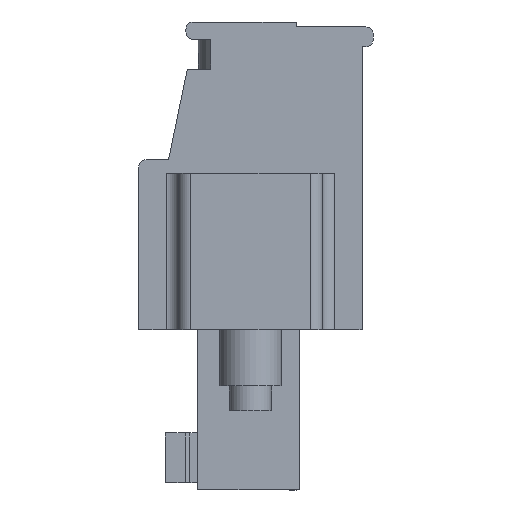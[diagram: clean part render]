
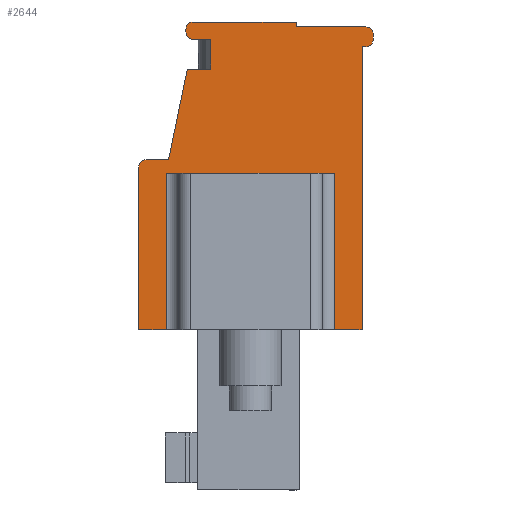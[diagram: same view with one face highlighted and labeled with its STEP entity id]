
A CAD part, front view. The second image highlights one B-rep face of the part: STEP entity #2644.
In plain terms, the highlighted planar face has unit normal (0, -1, 0).
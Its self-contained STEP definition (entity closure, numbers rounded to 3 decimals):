
#2440=CARTESIAN_POINT('',(0.281,-21.574,4.905));
#2441=DIRECTION('',(1.,0.,0.));
#2442=DIRECTION('',(0.,-1.,0.));
#2443=AXIS2_PLACEMENT_3D('',#2440,#2442,#2441);
#2444=PLANE('',#2443);
#2445=CARTESIAN_POINT('',(-4.202,-21.574,-0.977));
#2446=VERTEX_POINT('',#2445);
#2447=CARTESIAN_POINT('',(-3.155,-21.574,-0.977));
#2448=VERTEX_POINT('',#2447);
#2449=CARTESIAN_POINT('',(-4.202,-21.574,-0.977));
#2450=DIRECTION('',(1.,0.,0.));
#2451=VECTOR('',#2450,1.046);
#2452=LINE('',#2449,#2451);
#2453=EDGE_CURVE('',#2446,#2448,#2452,.T.);
#2454=ORIENTED_EDGE('',*,*,#2453,.T.);
#2455=CARTESIAN_POINT('',(-3.155,-21.574,5.));
#2456=VERTEX_POINT('',#2455);
#2457=CARTESIAN_POINT('',(-3.155,-21.574,-0.977));
#2458=DIRECTION('',(0.,0.,1.));
#2459=VECTOR('',#2458,5.976);
#2460=LINE('',#2457,#2459);
#2461=EDGE_CURVE('',#2448,#2456,#2460,.T.);
#2462=ORIENTED_EDGE('',*,*,#2461,.T.);
#2463=CARTESIAN_POINT('',(3.296,-21.574,5.));
#2464=VERTEX_POINT('',#2463);
#2465=CARTESIAN_POINT('',(-3.155,-21.574,5.));
#2466=DIRECTION('',(1.,0.,0.));
#2467=VECTOR('',#2466,6.451);
#2468=LINE('',#2465,#2467);
#2469=EDGE_CURVE('',#2456,#2464,#2468,.T.);
#2470=ORIENTED_EDGE('',*,*,#2469,.T.);
#2471=CARTESIAN_POINT('',(3.296,-21.574,-0.977));
#2472=VERTEX_POINT('',#2471);
#2473=CARTESIAN_POINT('',(3.296,-21.574,5.));
#2474=DIRECTION('',(0.,0.,-1.));
#2475=VECTOR('',#2474,5.976);
#2476=LINE('',#2473,#2475);
#2477=EDGE_CURVE('',#2464,#2472,#2476,.T.);
#2478=ORIENTED_EDGE('',*,*,#2477,.T.);
#2479=CARTESIAN_POINT('',(4.336,-21.574,-0.977));
#2480=VERTEX_POINT('',#2479);
#2481=CARTESIAN_POINT('',(3.296,-21.574,-0.977));
#2482=DIRECTION('',(1.,0.,0.));
#2483=VECTOR('',#2482,1.041);
#2484=LINE('',#2481,#2483);
#2485=EDGE_CURVE('',#2472,#2480,#2484,.T.);
#2486=ORIENTED_EDGE('',*,*,#2485,.T.);
#2487=CARTESIAN_POINT('',(4.336,-21.574,9.838));
#2488=VERTEX_POINT('',#2487);
#2489=CARTESIAN_POINT('',(4.336,-21.574,-0.977));
#2490=DIRECTION('',(0.,0.,1.));
#2491=VECTOR('',#2490,10.814);
#2492=LINE('',#2489,#2491);
#2493=EDGE_CURVE('',#2480,#2488,#2492,.T.);
#2494=ORIENTED_EDGE('',*,*,#2493,.T.);
#2495=CARTESIAN_POINT('',(4.479,-21.574,9.838));
#2496=VERTEX_POINT('',#2495);
#2497=CARTESIAN_POINT('',(4.336,-21.574,9.838));
#2498=DIRECTION('',(1.,0.,0.));
#2499=VECTOR('',#2498,0.142);
#2500=LINE('',#2497,#2499);
#2501=EDGE_CURVE('',#2488,#2496,#2500,.T.);
#2502=ORIENTED_EDGE('',*,*,#2501,.T.);
#2503=CARTESIAN_POINT('',(4.763,-21.574,10.122));
#2504=VERTEX_POINT('',#2503);
#2505=CARTESIAN_POINT('',(4.479,-21.574,10.122));
#2506=DIRECTION('',(0.,0.,-1.));
#2507=DIRECTION('',(0.,-1.,0.));
#2508=AXIS2_PLACEMENT_3D('',#2505,#2507,#2506);
#2509=CIRCLE('',#2508,0.285);
#2510=EDGE_CURVE('',#2496,#2504,#2509,.T.);
#2511=ORIENTED_EDGE('',*,*,#2510,.T.);
#2512=CARTESIAN_POINT('',(4.763,-21.574,10.312));
#2513=VERTEX_POINT('',#2512);
#2514=CARTESIAN_POINT('',(4.763,-21.574,10.122));
#2515=DIRECTION('',(0.,0.,1.));
#2516=VECTOR('',#2515,0.19);
#2517=LINE('',#2514,#2516);
#2518=EDGE_CURVE('',#2504,#2513,#2517,.T.);
#2519=ORIENTED_EDGE('',*,*,#2518,.T.);
#2520=CARTESIAN_POINT('',(4.479,-21.574,10.597));
#2521=VERTEX_POINT('',#2520);
#2522=CARTESIAN_POINT('',(4.479,-21.574,10.312));
#2523=DIRECTION('',(1.,0.,0.));
#2524=DIRECTION('',(0.,-1.,0.));
#2525=AXIS2_PLACEMENT_3D('',#2522,#2524,#2523);
#2526=CIRCLE('',#2525,0.285);
#2527=EDGE_CURVE('',#2513,#2521,#2526,.T.);
#2528=ORIENTED_EDGE('',*,*,#2527,.T.);
#2529=CARTESIAN_POINT('',(1.822,-21.574,10.597));
#2530=VERTEX_POINT('',#2529);
#2531=CARTESIAN_POINT('',(4.479,-21.574,10.597));
#2532=DIRECTION('',(-1.,0.,0.));
#2533=VECTOR('',#2532,2.656);
#2534=LINE('',#2531,#2533);
#2535=EDGE_CURVE('',#2521,#2530,#2534,.T.);
#2536=ORIENTED_EDGE('',*,*,#2535,.T.);
#2537=CARTESIAN_POINT('',(1.822,-21.574,10.787));
#2538=VERTEX_POINT('',#2537);
#2539=CARTESIAN_POINT('',(1.822,-21.574,10.597));
#2540=DIRECTION('',(0.,0.,1.));
#2541=VECTOR('',#2540,0.19);
#2542=LINE('',#2539,#2541);
#2543=EDGE_CURVE('',#2530,#2538,#2542,.T.);
#2544=ORIENTED_EDGE('',*,*,#2543,.T.);
#2545=CARTESIAN_POINT('',(-2.115,-21.574,10.787));
#2546=VERTEX_POINT('',#2545);
#2547=CARTESIAN_POINT('',(1.822,-21.574,10.787));
#2548=DIRECTION('',(-1.,0.,0.));
#2549=VECTOR('',#2548,3.937);
#2550=LINE('',#2547,#2549);
#2551=EDGE_CURVE('',#2538,#2546,#2550,.T.);
#2552=ORIENTED_EDGE('',*,*,#2551,.T.);
#2553=CARTESIAN_POINT('',(-2.399,-21.574,10.502));
#2554=VERTEX_POINT('',#2553);
#2555=CARTESIAN_POINT('',(-2.115,-21.574,10.502));
#2556=DIRECTION('',(0.,0.,1.));
#2557=DIRECTION('',(0.,-1.,0.));
#2558=AXIS2_PLACEMENT_3D('',#2555,#2557,#2556);
#2559=CIRCLE('',#2558,0.285);
#2560=EDGE_CURVE('',#2546,#2554,#2559,.T.);
#2561=ORIENTED_EDGE('',*,*,#2560,.T.);
#2562=CARTESIAN_POINT('',(-2.399,-21.574,10.407));
#2563=VERTEX_POINT('',#2562);
#2564=CARTESIAN_POINT('',(-2.399,-21.574,10.502));
#2565=DIRECTION('',(0.,0.,-1.));
#2566=VECTOR('',#2565,0.095);
#2567=LINE('',#2564,#2566);
#2568=EDGE_CURVE('',#2554,#2563,#2567,.T.);
#2569=ORIENTED_EDGE('',*,*,#2568,.T.);
#2570=CARTESIAN_POINT('',(-2.172,-21.574,10.128));
#2571=VERTEX_POINT('',#2570);
#2572=CARTESIAN_POINT('',(-2.115,-21.574,10.407));
#2573=DIRECTION('',(-1.,0.,0.));
#2574=DIRECTION('',(0.,-1.,0.));
#2575=AXIS2_PLACEMENT_3D('',#2572,#2574,#2573);
#2576=CIRCLE('',#2575,0.285);
#2577=EDGE_CURVE('',#2563,#2571,#2576,.T.);
#2578=ORIENTED_EDGE('',*,*,#2577,.T.);
#2579=CARTESIAN_POINT('',(-2.146,-21.574,10.122));
#2580=VERTEX_POINT('',#2579);
#2581=CARTESIAN_POINT('',(-2.172,-21.574,10.128));
#2582=DIRECTION('',(0.979,0.,-0.202));
#2583=VECTOR('',#2582,0.027);
#2584=LINE('',#2581,#2583);
#2585=EDGE_CURVE('',#2571,#2580,#2584,.T.);
#2586=ORIENTED_EDGE('',*,*,#2585,.T.);
#2587=CARTESIAN_POINT('',(-1.45,-21.574,10.122));
#2588=VERTEX_POINT('',#2587);
#2589=CARTESIAN_POINT('',(-2.146,-21.574,10.122));
#2590=DIRECTION('',(1.,0.,0.));
#2591=VECTOR('',#2590,0.695);
#2592=LINE('',#2589,#2591);
#2593=EDGE_CURVE('',#2580,#2588,#2592,.T.);
#2594=ORIENTED_EDGE('',*,*,#2593,.T.);
#2595=CARTESIAN_POINT('',(-1.45,-21.574,8.984));
#2596=VERTEX_POINT('',#2595);
#2597=CARTESIAN_POINT('',(-1.45,-21.574,10.122));
#2598=DIRECTION('',(0.,0.,-1.));
#2599=VECTOR('',#2598,1.138);
#2600=LINE('',#2597,#2599);
#2601=EDGE_CURVE('',#2588,#2596,#2600,.T.);
#2602=ORIENTED_EDGE('',*,*,#2601,.T.);
#2603=CARTESIAN_POINT('',(-2.348,-21.574,8.984));
#2604=VERTEX_POINT('',#2603);
#2605=CARTESIAN_POINT('',(-1.45,-21.574,8.984));
#2606=DIRECTION('',(-1.,0.,0.));
#2607=VECTOR('',#2606,0.898);
#2608=LINE('',#2605,#2607);
#2609=EDGE_CURVE('',#2596,#2604,#2608,.T.);
#2610=ORIENTED_EDGE('',*,*,#2609,.T.);
#2611=CARTESIAN_POINT('',(-3.063,-21.574,5.522));
#2612=VERTEX_POINT('',#2611);
#2613=CARTESIAN_POINT('',(-2.348,-21.574,8.984));
#2614=DIRECTION('',(-0.202,0.,-0.979));
#2615=VECTOR('',#2614,3.535);
#2616=LINE('',#2613,#2615);
#2617=EDGE_CURVE('',#2604,#2612,#2616,.T.);
#2618=ORIENTED_EDGE('',*,*,#2617,.T.);
#2619=CARTESIAN_POINT('',(-3.917,-21.574,5.522));
#2620=VERTEX_POINT('',#2619);
#2621=CARTESIAN_POINT('',(-3.063,-21.574,5.522));
#2622=DIRECTION('',(-1.,0.,0.));
#2623=VECTOR('',#2622,0.854);
#2624=LINE('',#2621,#2623);
#2625=EDGE_CURVE('',#2612,#2620,#2624,.T.);
#2626=ORIENTED_EDGE('',*,*,#2625,.T.);
#2627=CARTESIAN_POINT('',(-4.202,-21.574,5.237));
#2628=VERTEX_POINT('',#2627);
#2629=CARTESIAN_POINT('',(-3.917,-21.574,5.237));
#2630=DIRECTION('',(0.,0.,1.));
#2631=DIRECTION('',(0.,-1.,0.));
#2632=AXIS2_PLACEMENT_3D('',#2629,#2631,#2630);
#2633=CIRCLE('',#2632,0.285);
#2634=EDGE_CURVE('',#2620,#2628,#2633,.T.);
#2635=ORIENTED_EDGE('',*,*,#2634,.T.);
#2636=CARTESIAN_POINT('',(-4.202,-21.574,5.237));
#2637=DIRECTION('',(0.,0.,-1.));
#2638=VECTOR('',#2637,6.214);
#2639=LINE('',#2636,#2638);
#2640=EDGE_CURVE('',#2628,#2446,#2639,.T.);
#2641=ORIENTED_EDGE('',*,*,#2640,.T.);
#2642=EDGE_LOOP('',(#2454,#2462,#2470,#2478,#2486,#2494,#2502,#2511,#2519,#2528,#2536,#2544,#2552,#2561,#2569,#2578,#2586,#2594,#2602,#2610,#2618,#2626,#2635,#2641));
#2643=FACE_OUTER_BOUND('',#2642,.T.);
#2644=ADVANCED_FACE('',(#2643),#2444,.T.);
